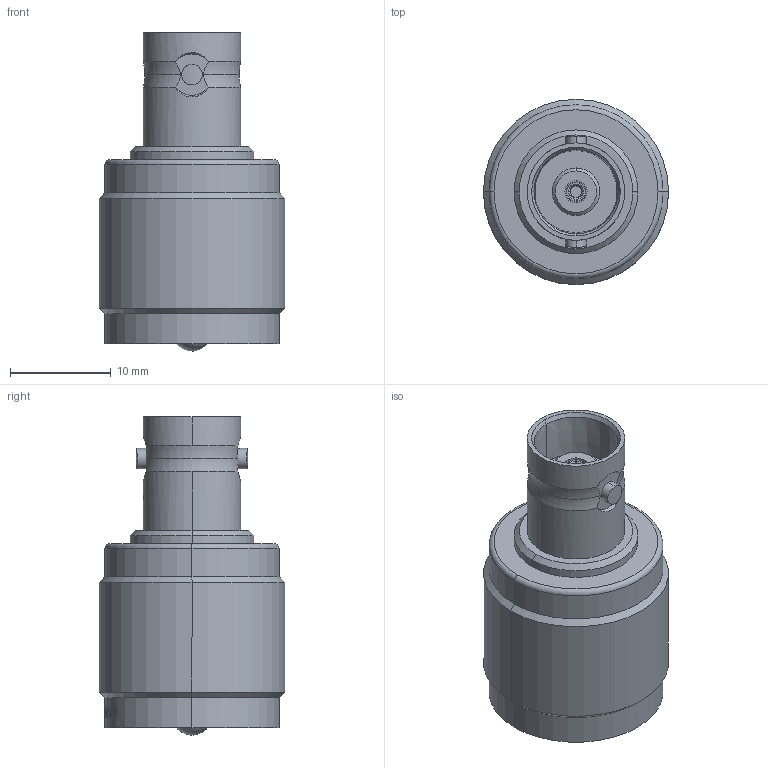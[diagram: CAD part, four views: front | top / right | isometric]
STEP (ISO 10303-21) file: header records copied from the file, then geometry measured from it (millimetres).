
FILE_DESCRIPTION (( 'STEP AP214' ), '1' );
FILE_NAME ('J01008A0801.STEP', '2018-11-21T09:37:03', ( '' ), ( '' ), 'SwSTEP 2.0', 'SolidWorks 2017', '' );
FILE_SCHEMA (( 'AUTOMOTIVE_DESIGN' ));
Length unit declared in the file: millimetre
Products named in the file (1): J01008A0801
Bounding box: 18.4 x 18.4 x 31.63 mm (x, y, z)
Volume: 4795.3 mm3; surface area: 2288.1 mm2
Topology: 1 solids, 1 shells, 289 faces, 738 edges, 484 vertices
Faces by surface type: plane 109, bspline 78, cylinder 60, cone 26, torus 14, sphere 2
Entity records: 14855 total; most frequent: CARTESIAN_POINT 5264, ORIENTED_EDGE 1472, DIRECTION 1095, EDGE_CURVE 736, VERTEX_POINT 484, AXIS2_PLACEMENT_3D 391, EDGE_LOOP 324, VECTOR 313
